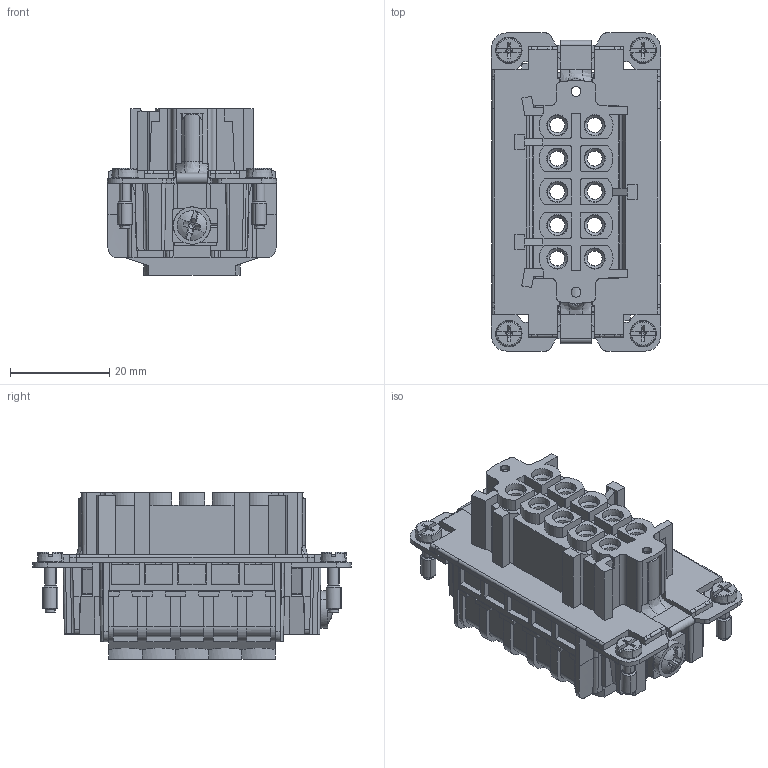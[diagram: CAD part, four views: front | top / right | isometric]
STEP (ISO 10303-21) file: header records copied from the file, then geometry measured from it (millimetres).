
FILE_DESCRIPTION(('CATIA V5 STEP Exchange','CAx-IF Rec.Pracs.--- Model Styling and Organization---1.4--- 2014-01-23'),'2;1');
FILE_NAME ('13500840_3', '2019-08-21T07:33:48+00:00', ('none'), ('Weidmueller'), 'CATIA Version 5-6 Release 2016 SP3 HF44', 'CATIA V5 STEP AP214', 'none');
FILE_SCHEMA(('AUTOMOTIVE_DESIGN { 1 0 10303 214 1 1 1 1 }'));
Products named in the file (1): 1204400000
Bounding box: 34 x 64 x 33.5 mm (x, y, z)
Volume: 26261.1 mm3; surface area: 24631.4 mm2
Topology: 1 solids, 1 shells, 2060 faces, 6187 edges, 4124 vertices
Faces by surface type: plane 1365, cylinder 414, cone 187, torus 48, bspline 24, extrusion 10, revolution 8, sphere 4
Entity records: 69434 total; most frequent: CARTESIAN_POINT 18412, ORIENTED_EDGE 12344, DIRECTION 7879, EDGE_CURVE 6172, VECTOR 4481, LINE 4471, VERTEX_POINT 4124, AXIS2_PLACEMENT_3D 2207
